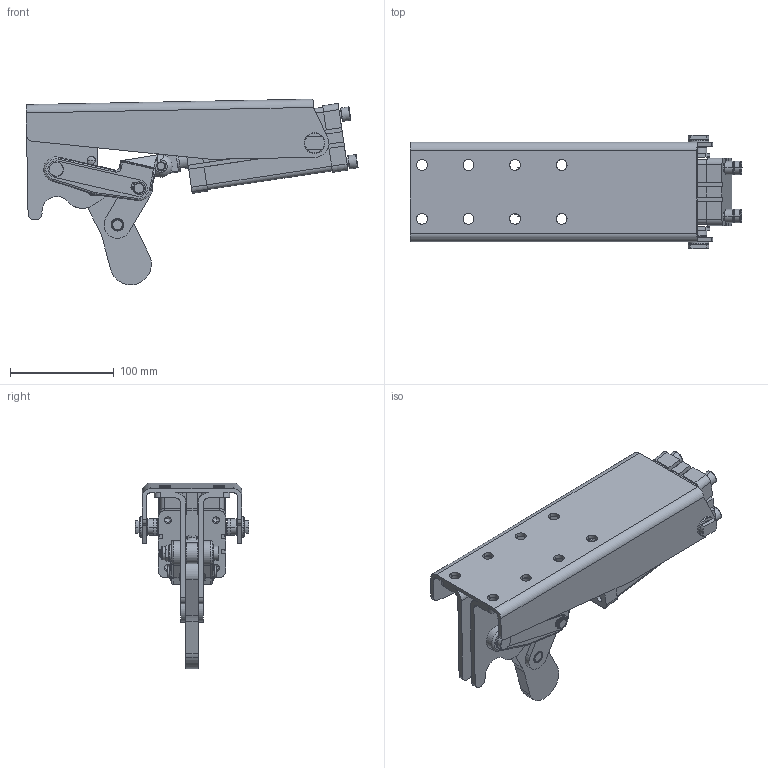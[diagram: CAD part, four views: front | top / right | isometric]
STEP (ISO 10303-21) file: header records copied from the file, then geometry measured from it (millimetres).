
FILE_DESCRIPTION((''),'2;1');
FILE_NAME('765.S-opened.stp','2005-09-28T13:11:12',('CAD'),(''),'Autodesk Inventor 8','Autodesk Inventor 8','');
FILE_SCHEMA(('AUTOMOTIVE_DESIGN { 1 0 10303 214 1 1 1 1 }'));
Length unit declared in the file: millimetre
Products named in the file (1): Part1
Bounding box: 320.68 x 110 x 179.39 mm (x, y, z)
Volume: 123702 mm3; surface area: 239685.8 mm2
Topology: 1 solids, 115 shells, 2629 faces, 7306 edges, 4791 vertices
Faces by surface type: plane 1606, cylinder 603, bspline 222, cone 170, torus 20, sphere 8
Entity records: 86761 total; most frequent: CARTESIAN_POINT 22669, ORIENTED_EDGE 14580, DIRECTION 12669, EDGE_CURVE 7290, VERTEX_POINT 4791, AXIS2_PLACEMENT_3D 4639, VECTOR 3391, LINE 3391
